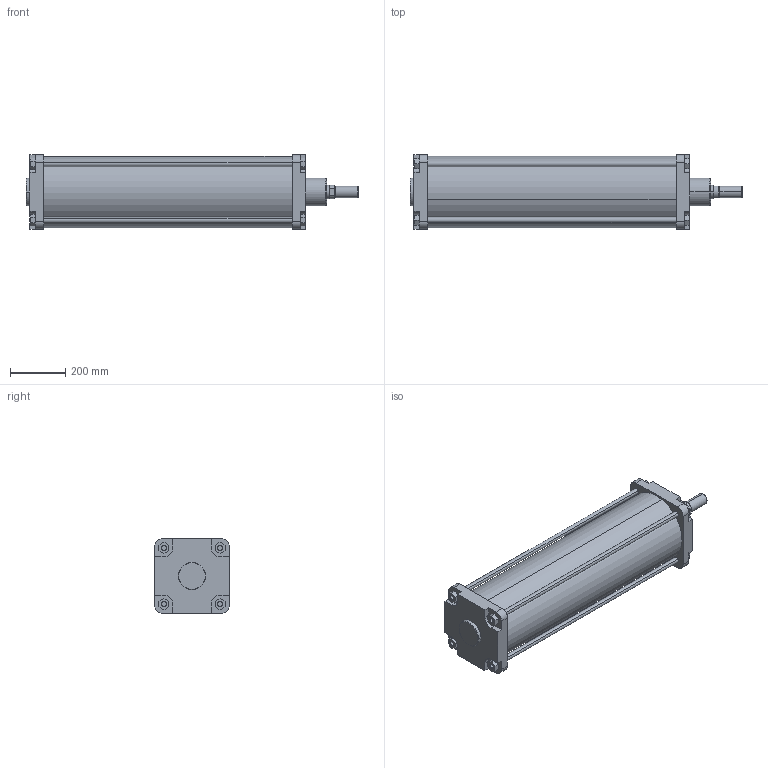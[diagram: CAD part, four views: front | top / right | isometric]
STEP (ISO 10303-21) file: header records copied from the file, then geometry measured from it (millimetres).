
FILE_DESCRIPTION (( 'STEP AP214' ), '1' );
FILE_NAME ('PNS 250-800 CYLINDER.STEP', '2010-08-04T11:21:52', ( '' ), ( '' ), 'SwSTEP 2.0', 'SolidWorks 2010', '' );
FILE_SCHEMA (( 'AUTOMOTIVE_DESIGN' ));
Length unit declared in the file: millimetre
Products named in the file (6): 250 PNS ARKA; pns  250  Boru_STROK  100; 250 PNS ON; PNS  250  M尳 ; M20 SAPLAMA; PNS  250-800 CYLINDER
Assembly tree (8 placements, depth 2):
  PNS  250-800 CYLINDER
    pns  250  Boru_STROK  100
    250 PNS ARKA
    250 PNS ON
    PNS  250  M尳 
    M20 SAPLAMA  x4
Bounding box: 1203 x 270 x 270 mm (x, y, z)
Volume: 16820718.5 mm3; surface area: 2531677.5 mm2
Topology: 8 solids, 8 shells, 248 faces, 578 edges, 367 vertices
Faces by surface type: plane 121, cylinder 73, cone 46, torus 8
Entity records: 7055 total; most frequent: DIRECTION 1195, CARTESIAN_POINT 1114, ORIENTED_EDGE 1072, EDGE_CURVE 536, AXIS2_PLACEMENT_3D 424, LINE 347, VECTOR 347, VERTEX_POINT 343
